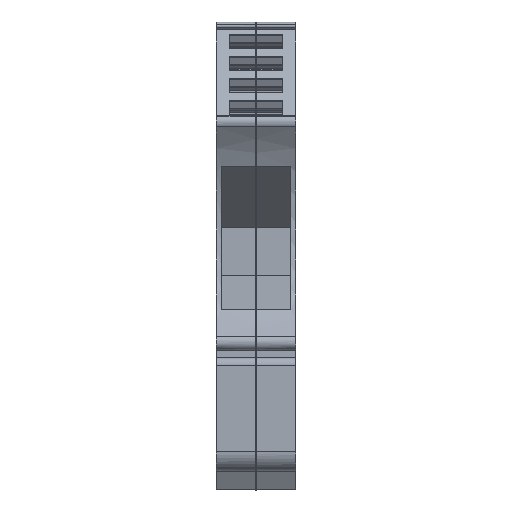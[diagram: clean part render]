
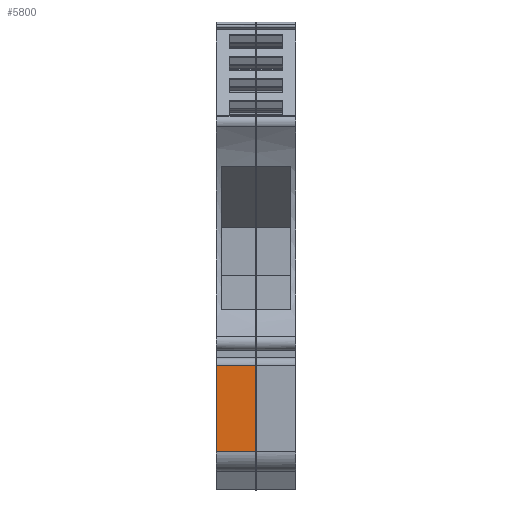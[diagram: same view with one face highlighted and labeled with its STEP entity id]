
A CAD part, front view. The second image highlights one B-rep face of the part: STEP entity #5800.
In plain terms, the highlighted planar face has unit normal (0, -1, 0).
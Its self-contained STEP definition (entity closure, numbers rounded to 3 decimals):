
#5787=AXIS2_PLACEMENT_3D('Plane Axis2P3D',#5784,#5785,#5786) ;
#1264=CARTESIAN_POINT('Vertex',(3.9,0.,12.4)) ;
#1267=CARTESIAN_POINT('Line Origine',(3.9,0.,23.25)) ;
#1271=CARTESIAN_POINT('Vertex',(3.9,0.,3.796)) ;
#1699=CARTESIAN_POINT('Vertex',(0.,0.,3.796)) ;
#1702=CARTESIAN_POINT('Line Origine',(0.,0.,8.098)) ;
#1706=CARTESIAN_POINT('Vertex',(0.,0.,12.4)) ;
#5771=CARTESIAN_POINT('Line Origine',(1.975,0.,3.796)) ;
#5784=CARTESIAN_POINT('Axis2P3D Location',(0.,0.,3.796)) ;
#5789=CARTESIAN_POINT('Line Origine',(1.95,0.,12.4)) ;
#1268=DIRECTION('Vector Direction',(0.,0.,1.)) ;
#1703=DIRECTION('Vector Direction',(0.,0.,1.)) ;
#5772=DIRECTION('Vector Direction',(1.,0.,0.)) ;
#5785=DIRECTION('Axis2P3D Direction',(0.,1.,0.)) ;
#5786=DIRECTION('Axis2P3D XDirection',(0.,0.,1.)) ;
#5790=DIRECTION('Vector Direction',(1.,0.,0.)) ;
#1269=VECTOR('Line Direction',#1268,1.) ;
#1704=VECTOR('Line Direction',#1703,1.) ;
#5773=VECTOR('Line Direction',#5772,1.) ;
#5791=VECTOR('Line Direction',#5790,1.) ;
#5795=ORIENTED_EDGE('',*,*,#1273,.T.) ;
#5796=ORIENTED_EDGE('',*,*,#5793,.F.) ;
#5797=ORIENTED_EDGE('',*,*,#1708,.F.) ;
#5798=ORIENTED_EDGE('',*,*,#5775,.F.) ;
#5800=ADVANCED_FACE('Hauptk\X2\00F6\X0\rper',(#5799),#5788,.F.) ;
#1273=EDGE_CURVE('',#1272,#1265,#1270,.T.) ;
#1708=EDGE_CURVE('',#1700,#1707,#1705,.T.) ;
#5775=EDGE_CURVE('',#1272,#1700,#5774,.F.) ;
#5793=EDGE_CURVE('',#1707,#1265,#5792,.T.) ;
#5794=EDGE_LOOP('',(#5795,#5796,#5797,#5798)) ;
#5799=FACE_OUTER_BOUND('',#5794,.T.) ;
#1270=LINE('Line',#1267,#1269) ;
#1705=LINE('Line',#1702,#1704) ;
#5774=LINE('Line',#5771,#5773) ;
#5792=LINE('Line',#5789,#5791) ;
#5788=PLANE('',#5787) ;
#1265=VERTEX_POINT('',#1264) ;
#1272=VERTEX_POINT('',#1271) ;
#1700=VERTEX_POINT('',#1699) ;
#1707=VERTEX_POINT('',#1706) ;
